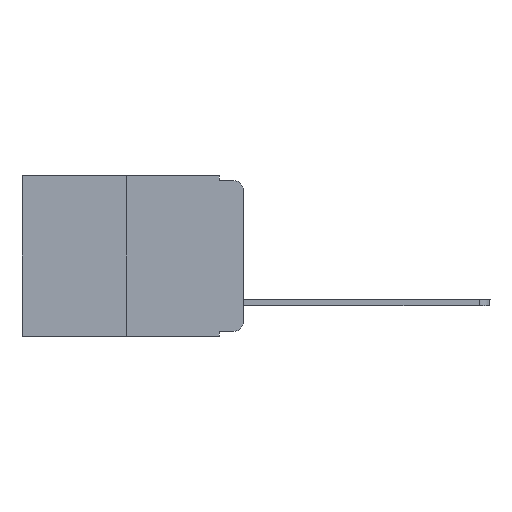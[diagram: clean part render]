
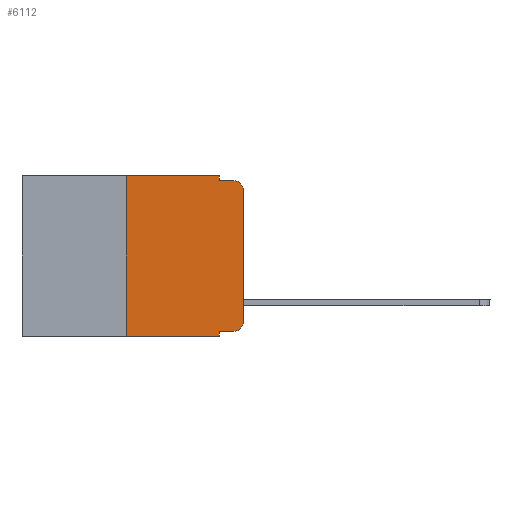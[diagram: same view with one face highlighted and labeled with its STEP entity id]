
A CAD part, left-side view. The second image highlights one B-rep face of the part: STEP entity #6112.
In plain terms, the highlighted planar face has unit normal (-1, 0, 0).
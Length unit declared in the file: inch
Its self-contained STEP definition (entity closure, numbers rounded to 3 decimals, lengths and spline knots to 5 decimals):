
#188 = CARTESIAN_POINT ( 'NONE',  ( 0., 0., 0. ) ) ;
#202 = CARTESIAN_POINT ( 'NONE',  ( 0., 0.051, 0. ) ) ;
#399 = CARTESIAN_POINT ( 'NONE',  ( 0., 0.051, -0.333 ) ) ;
#400 = DIRECTION ( 'NONE',  ( 1., 0., 0. ) ) ;
#703 = VECTOR ( 'NONE', #20949, 39.37008 ) ;
#935 = VERTEX_POINT ( 'NONE', #19682 ) ;
#1251 = VERTEX_POINT ( 'NONE', #9311 ) ;
#1340 = LINE ( 'NONE', #3075, #18791 ) ;
#1748 = EDGE_CURVE ( 'NONE', #9212, #1251, #20543, .T. ) ;
#1779 = CIRCLE ( 'NONE', #19702, 0.02 ) ;
#1887 = DIRECTION ( 'NONE',  ( -1., 0., 0. ) ) ;
#2266 = ORIENTED_EDGE ( 'NONE', *, *, #2298, .F. ) ;
#2298 = EDGE_CURVE ( 'NONE', #17426, #15992, #7413, .T. ) ;
#2345 = DIRECTION ( 'NONE',  ( 0., 0., -1. ) ) ;
#2728 = ORIENTED_EDGE ( 'NONE', *, *, #5463, .F. ) ;
#2822 = VECTOR ( 'NONE', #5928, 39.37008 ) ;
#2835 = LINE ( 'NONE', #9222, #2822 ) ;
#3075 = CARTESIAN_POINT ( 'NONE',  ( 0., 0.051, 0. ) ) ;
#3856 = DIRECTION ( 'NONE',  ( 0., -1., 0. ) ) ;
#3859 = DIRECTION ( 'NONE',  ( 0., 0., -1. ) ) ;
#3878 = CARTESIAN_POINT ( 'NONE',  ( 0., 0., -0.313 ) ) ;
#4141 = EDGE_CURVE ( 'NONE', #13506, #10067, #1340, .T. ) ;
#4298 = VECTOR ( 'NONE', #7100, 39.37008 ) ;
#4415 = CARTESIAN_POINT ( 'NONE',  ( 0., 0.051, 0. ) ) ;
#5260 = VECTOR ( 'NONE', #3856, 39.37008 ) ;
#5463 = EDGE_CURVE ( 'NONE', #15451, #17426, #16063, .T. ) ;
#5515 = CARTESIAN_POINT ( 'NONE',  ( 0., 0.473, -0.343 ) ) ;
#5732 = CARTESIAN_POINT ( 'NONE',  ( 0., 0.02, -0.313 ) ) ;
#5928 = DIRECTION ( 'NONE',  ( 0., -1., 0. ) ) ;
#6112 = ADVANCED_FACE ( 'NONE', ( #10491 ), #6991, .F. ) ;
#6482 = ORIENTED_EDGE ( 'NONE', *, *, #9267, .F. ) ;
#6991 = PLANE ( 'NONE',  #19231 ) ;
#7100 = DIRECTION ( 'NONE',  ( 0., -1., 0. ) ) ;
#7253 = ORIENTED_EDGE ( 'NONE', *, *, #1748, .T. ) ;
#7413 = LINE ( 'NONE', #17334, #703 ) ;
#7914 = ORIENTED_EDGE ( 'NONE', *, *, #9242, .T. ) ;
#8193 = ORIENTED_EDGE ( 'NONE', *, *, #4141, .F. ) ;
#8362 = CARTESIAN_POINT ( 'NONE',  ( 0., 0.25, -0.343 ) ) ;
#8523 = DIRECTION ( 'NONE',  ( 0., 0., -1. ) ) ;
#8744 = LINE ( 'NONE', #399, #4298 ) ;
#9212 = VERTEX_POINT ( 'NONE', #3878 ) ;
#9222 = CARTESIAN_POINT ( 'NONE',  ( 0., 0.051, -0.01 ) ) ;
#9242 = EDGE_CURVE ( 'NONE', #1251, #11499, #10486, .T. ) ;
#9267 = EDGE_CURVE ( 'NONE', #15992, #17165, #12773, .T. ) ;
#9311 = CARTESIAN_POINT ( 'NONE',  ( 0., 0., -0.03 ) ) ;
#10067 = VERTEX_POINT ( 'NONE', #12046 ) ;
#10486 = CIRCLE ( 'NONE', #10823, 0.02 ) ;
#10491 = FACE_OUTER_BOUND ( 'NONE', #15200, .T. ) ;
#10596 = CARTESIAN_POINT ( 'NONE',  ( 0., 0.473, 0. ) ) ;
#10823 = AXIS2_PLACEMENT_3D ( 'NONE', #12346, #19071, #2345 ) ;
#10968 = EDGE_CURVE ( 'NONE', #15451, #10067, #11988, .T. ) ;
#11058 = ORIENTED_EDGE ( 'NONE', *, *, #10968, .T. ) ;
#11073 = CARTESIAN_POINT ( 'NONE',  ( 0., 0.25, 0. ) ) ;
#11111 = CARTESIAN_POINT ( 'NONE',  ( 0., 0.051, -0.01 ) ) ;
#11171 = CARTESIAN_POINT ( 'NONE',  ( 0., 0.25, 0. ) ) ;
#11499 = VERTEX_POINT ( 'NONE', #17481 ) ;
#11784 = VECTOR ( 'NONE', #17930, 39.37008 ) ;
#11809 = ORIENTED_EDGE ( 'NONE', *, *, #13296, .F. ) ;
#11988 = LINE ( 'NONE', #5515, #5260 ) ;
#12046 = CARTESIAN_POINT ( 'NONE',  ( 0., 0.051, -0.343 ) ) ;
#12154 = EDGE_CURVE ( 'NONE', #935, #9212, #1779, .T. ) ;
#12219 = VECTOR ( 'NONE', #20325, 39.37008 ) ;
#12346 = CARTESIAN_POINT ( 'NONE',  ( 0., 0.02, -0.03 ) ) ;
#12773 = LINE ( 'NONE', #4415, #18235 ) ;
#13296 = EDGE_CURVE ( 'NONE', #17165, #11499, #2835, .T. ) ;
#13506 = VERTEX_POINT ( 'NONE', #20634 ) ;
#14019 = ORIENTED_EDGE ( 'NONE', *, *, #15263, .T. ) ;
#15200 = EDGE_LOOP ( 'NONE', ( #7253, #7914, #11809, #6482, #2266, #2728, #11058, #8193, #14019, #16824 ) ) ;
#15263 = EDGE_CURVE ( 'NONE', #13506, #935, #8744, .T. ) ;
#15451 = VERTEX_POINT ( 'NONE', #8362 ) ;
#15992 = VERTEX_POINT ( 'NONE', #202 ) ;
#16063 = LINE ( 'NONE', #11073, #11784 ) ;
#16824 = ORIENTED_EDGE ( 'NONE', *, *, #12154, .T. ) ;
#17165 = VERTEX_POINT ( 'NONE', #11111 ) ;
#17334 = CARTESIAN_POINT ( 'NONE',  ( 0., 0.473, 0. ) ) ;
#17426 = VERTEX_POINT ( 'NONE', #11171 ) ;
#17481 = CARTESIAN_POINT ( 'NONE',  ( 0., 0.02, -0.01 ) ) ;
#17638 = DIRECTION ( 'NONE',  ( 0., 0., -1. ) ) ;
#17930 = DIRECTION ( 'NONE',  ( 0., 0., 1. ) ) ;
#18235 = VECTOR ( 'NONE', #17638, 39.37008 ) ;
#18791 = VECTOR ( 'NONE', #21145, 39.37008 ) ;
#19071 = DIRECTION ( 'NONE',  ( -1., 0., 0. ) ) ;
#19231 = AXIS2_PLACEMENT_3D ( 'NONE', #10596, #400, #8523 ) ;
#19682 = CARTESIAN_POINT ( 'NONE',  ( 0., 0.02, -0.333 ) ) ;
#19702 = AXIS2_PLACEMENT_3D ( 'NONE', #5732, #1887, #3859 ) ;
#20325 = DIRECTION ( 'NONE',  ( 0., 0., 1. ) ) ;
#20543 = LINE ( 'NONE', #188, #12219 ) ;
#20634 = CARTESIAN_POINT ( 'NONE',  ( 0., 0.051, -0.333 ) ) ;
#20949 = DIRECTION ( 'NONE',  ( 0., -1., 0. ) ) ;
#21145 = DIRECTION ( 'NONE',  ( 0., 0., -1. ) ) ;
